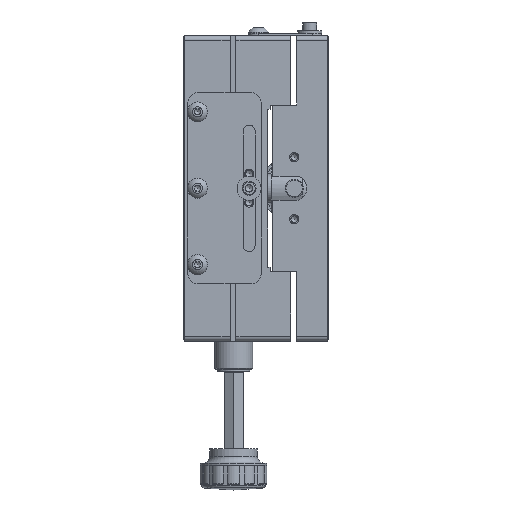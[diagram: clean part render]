
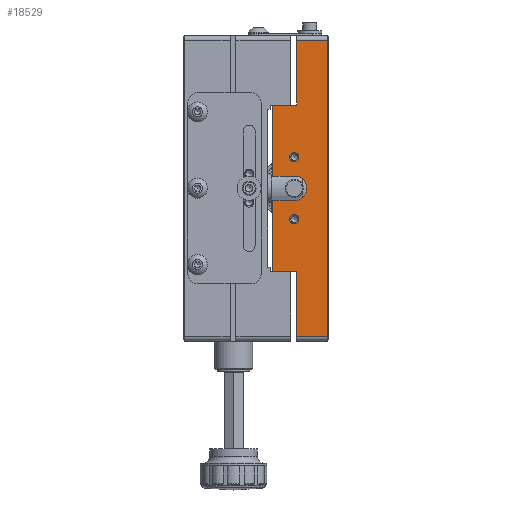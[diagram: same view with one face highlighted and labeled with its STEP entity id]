
A CAD part, left-side view. The second image highlights one B-rep face of the part: STEP entity #18529.
In plain terms, the highlighted planar face has unit normal (-1, 0, 0).
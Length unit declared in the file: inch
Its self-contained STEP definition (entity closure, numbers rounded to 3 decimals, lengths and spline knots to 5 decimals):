
#33 = LINE ( 'NONE', #6497, #5874 ) ;
#61 = CARTESIAN_POINT ( 'NONE',  ( -2., 0.422, -0.157 ) ) ;
#169 = DIRECTION ( 'NONE',  ( 0., 0., 1. ) ) ;
#216 = AXIS2_PLACEMENT_3D ( 'NONE', #17191, #2682, #9134 ) ;
#700 = DIRECTION ( 'NONE',  ( 0., 0., 1. ) ) ;
#831 = VERTEX_POINT ( 'NONE', #2031 ) ;
#1047 = AXIS2_PLACEMENT_3D ( 'NONE', #13663, #20138, #5643 ) ;
#1087 = CARTESIAN_POINT ( 'NONE',  ( -2., 0.296, -0.031 ) ) ;
#1224 = DIRECTION ( 'NONE',  ( 0., -1., 0. ) ) ;
#1299 = CARTESIAN_POINT ( 'NONE',  ( -2., 0.734, 1.09 ) ) ;
#1335 = EDGE_CURVE ( 'NONE', #12002, #831, #2507, .T. ) ;
#1456 = LINE ( 'NONE', #7929, #13324 ) ;
#1605 = VERTEX_POINT ( 'NONE', #3381 ) ;
#1663 = VECTOR ( 'NONE', #4105, 39.37008 ) ;
#1746 = CARTESIAN_POINT ( 'NONE',  ( -2., 0.734, 0.157 ) ) ;
#1922 = DIRECTION ( 'NONE',  ( -1., 0., 0. ) ) ;
#2031 = CARTESIAN_POINT ( 'NONE',  ( -2., 0.422, 1.938 ) ) ;
#2231 = ORIENTED_EDGE ( 'NONE', *, *, #11820, .T. ) ;
#2255 = VERTEX_POINT ( 'NONE', #8711 ) ;
#2507 = LINE ( 'NONE', #8969, #3508 ) ;
#2542 = EDGE_CURVE ( 'NONE', #1605, #16690, #11973, .T. ) ;
#2627 = CARTESIAN_POINT ( 'NONE',  ( -2., 0.422, -1.09 ) ) ;
#2634 = LINE ( 'NONE', #9089, #15220 ) ;
#2652 = LINE ( 'NONE', #9106, #9300 ) ;
#2682 = DIRECTION ( 'NONE',  ( -1., 0., 0. ) ) ;
#3010 = EDGE_LOOP ( 'NONE', ( #17020, #4865, #7692, #18162, #20842, #9656, #4244, #15268, #13811, #18092, #4436, #11325, #2231, #5638 ) ) ;
#3169 = VECTOR ( 'NONE', #3709, 39.37008 ) ;
#3274 = VERTEX_POINT ( 'NONE', #1746 ) ;
#3381 = CARTESIAN_POINT ( 'NONE',  ( -2., 0.422, -1.938 ) ) ;
#3508 = VECTOR ( 'NONE', #15429, 39.37008 ) ;
#3709 = DIRECTION ( 'NONE',  ( 0., -1., 0. ) ) ;
#3800 = CARTESIAN_POINT ( 'NONE',  ( -2., 0.734, -0.157 ) ) ;
#3950 = DIRECTION ( 'NONE',  ( 0., 0., 1. ) ) ;
#4094 = AXIS2_PLACEMENT_3D ( 'NONE', #16429, #1922, #8381 ) ;
#4105 = DIRECTION ( 'NONE',  ( 0., 1., 0. ) ) ;
#4241 = CARTESIAN_POINT ( 'NONE',  ( -2., 0.422, 1.09 ) ) ;
#4244 = ORIENTED_EDGE ( 'NONE', *, *, #7757, .F. ) ;
#4293 = FACE_BOUND ( 'NONE', #14663, .T. ) ;
#4436 = ORIENTED_EDGE ( 'NONE', *, *, #2542, .F. ) ;
#4865 = ORIENTED_EDGE ( 'NONE', *, *, #15266, .F. ) ;
#5402 = CARTESIAN_POINT ( 'NONE',  ( -2., 0.015, 1.938 ) ) ;
#5477 = CARTESIAN_POINT ( 'NONE',  ( -2., 0.422, 0.031 ) ) ;
#5638 = ORIENTED_EDGE ( 'NONE', *, *, #1335, .T. ) ;
#5643 = DIRECTION ( 'NONE',  ( 0., 0., -1. ) ) ;
#5874 = VECTOR ( 'NONE', #12939, 39.37008 ) ;
#6011 = EDGE_LOOP ( 'NONE', ( #8720 ) ) ;
#6029 = CARTESIAN_POINT ( 'NONE',  ( -2., 0.015, 1.938 ) ) ;
#6192 = VERTEX_POINT ( 'NONE', #6759 ) ;
#6303 = EDGE_CURVE ( 'NONE', #13350, #9928, #6408, .T. ) ;
#6348 = EDGE_CURVE ( 'NONE', #16690, #6192, #12139, .T. ) ;
#6408 = CIRCLE ( 'NONE', #18248, 0.126 ) ;
#6442 = CARTESIAN_POINT ( 'NONE',  ( -2., 0.015, -1.938 ) ) ;
#6497 = CARTESIAN_POINT ( 'NONE',  ( -2., 0.296, -0.031 ) ) ;
#6527 = DIRECTION ( 'NONE',  ( 0., -1., 0. ) ) ;
#6759 = CARTESIAN_POINT ( 'NONE',  ( -2., 0.734, -1.09 ) ) ;
#6767 = CARTESIAN_POINT ( 'NONE',  ( -2., 0.296, 0.031 ) ) ;
#7134 = EDGE_CURVE ( 'NONE', #6192, #13432, #2634, .T. ) ;
#7630 = EDGE_CURVE ( 'NONE', #2255, #2255, #13214, .T. ) ;
#7692 = ORIENTED_EDGE ( 'NONE', *, *, #8598, .F. ) ;
#7757 = EDGE_CURVE ( 'NONE', #11744, #18540, #19313, .T. ) ;
#7929 = CARTESIAN_POINT ( 'NONE',  ( -2., 0.734, 0.157 ) ) ;
#8202 = CARTESIAN_POINT ( 'NONE',  ( -2., 0.453, 0.406 ) ) ;
#8252 = CARTESIAN_POINT ( 'NONE',  ( -2., 0.422, -0.157 ) ) ;
#8381 = DIRECTION ( 'NONE',  ( 0., 0., 1. ) ) ;
#8598 = EDGE_CURVE ( 'NONE', #3274, #12856, #8744, .T. ) ;
#8711 = CARTESIAN_POINT ( 'NONE',  ( -2., 0.453, -0.346 ) ) ;
#8720 = ORIENTED_EDGE ( 'NONE', *, *, #19944, .F. ) ;
#8744 = LINE ( 'NONE', #15204, #14586 ) ;
#8969 = CARTESIAN_POINT ( 'NONE',  ( -2., 0.422, 1.938 ) ) ;
#9089 = CARTESIAN_POINT ( 'NONE',  ( -2., 0.734, 0.625 ) ) ;
#9106 = CARTESIAN_POINT ( 'NONE',  ( -2., 0.422, 0.9375 ) ) ;
#9134 = DIRECTION ( 'NONE',  ( 0., 0., 1. ) ) ;
#9259 = LINE ( 'NONE', #15717, #16110 ) ;
#9300 = VECTOR ( 'NONE', #15565, 39.37008 ) ;
#9656 = ORIENTED_EDGE ( 'NONE', *, *, #9963, .F. ) ;
#9732 = VECTOR ( 'NONE', #6527, 39.37008 ) ;
#9928 = VERTEX_POINT ( 'NONE', #20894 ) ;
#9963 = EDGE_CURVE ( 'NONE', #18540, #13350, #33, .T. ) ;
#10722 = EDGE_CURVE ( 'NONE', #9928, #3274, #1456, .T. ) ;
#10745 = PLANE ( 'NONE',  #216 ) ;
#10952 = VECTOR ( 'NONE', #11855, 39.37008 ) ;
#11242 = VERTEX_POINT ( 'NONE', #17703 ) ;
#11325 = ORIENTED_EDGE ( 'NONE', *, *, #18748, .T. ) ;
#11436 = AXIS2_PLACEMENT_3D ( 'NONE', #8202, #14661, #169 ) ;
#11744 = VERTEX_POINT ( 'NONE', #8252 ) ;
#11748 = LINE ( 'NONE', #18212, #3169 ) ;
#11820 = EDGE_CURVE ( 'NONE', #16894, #12002, #19903, .T. ) ;
#11855 = DIRECTION ( 'NONE',  ( 0., 0., 1. ) ) ;
#11933 = DIRECTION ( 'NONE',  ( -1., 0., 0. ) ) ;
#11973 = LINE ( 'NONE', #18444, #14588 ) ;
#12002 = VERTEX_POINT ( 'NONE', #6029 ) ;
#12139 = LINE ( 'NONE', #18608, #1663 ) ;
#12319 = FACE_OUTER_BOUND ( 'NONE', #3010, .T. ) ;
#12856 = VERTEX_POINT ( 'NONE', #1299 ) ;
#12939 = DIRECTION ( 'NONE',  ( 0., 0., 1. ) ) ;
#13119 = VERTEX_POINT ( 'NONE', #4241 ) ;
#13214 = CIRCLE ( 'NONE', #4094, 0.06 ) ;
#13324 = VECTOR ( 'NONE', #14382, 39.37008 ) ;
#13350 = VERTEX_POINT ( 'NONE', #6767 ) ;
#13432 = VERTEX_POINT ( 'NONE', #3800 ) ;
#13663 = CARTESIAN_POINT ( 'NONE',  ( -2., 0.422, -0.031 ) ) ;
#13811 = ORIENTED_EDGE ( 'NONE', *, *, #7134, .F. ) ;
#14382 = DIRECTION ( 'NONE',  ( 0., 1., 0. ) ) ;
#14553 = LINE ( 'NONE', #61, #9732 ) ;
#14586 = VECTOR ( 'NONE', #700, 39.37008 ) ;
#14588 = VECTOR ( 'NONE', #3950, 39.37008 ) ;
#14661 = DIRECTION ( 'NONE',  ( -1., 0., 0. ) ) ;
#14663 = EDGE_LOOP ( 'NONE', ( #17935 ) ) ;
#15204 = CARTESIAN_POINT ( 'NONE',  ( -2., 0.734, 0.625 ) ) ;
#15220 = VECTOR ( 'NONE', #15546, 39.37008 ) ;
#15266 = EDGE_CURVE ( 'NONE', #12856, #13119, #11748, .T. ) ;
#15268 = ORIENTED_EDGE ( 'NONE', *, *, #19924, .F. ) ;
#15429 = DIRECTION ( 'NONE',  ( 0., 1., 0. ) ) ;
#15546 = DIRECTION ( 'NONE',  ( 0., 0., 1. ) ) ;
#15565 = DIRECTION ( 'NONE',  ( 0., 0., 1. ) ) ;
#15717 = CARTESIAN_POINT ( 'NONE',  ( -2., 0., -1.938 ) ) ;
#16110 = VECTOR ( 'NONE', #1224, 39.37008 ) ;
#16429 = CARTESIAN_POINT ( 'NONE',  ( -2., 0.453, -0.406 ) ) ;
#16690 = VERTEX_POINT ( 'NONE', #2627 ) ;
#16894 = VERTEX_POINT ( 'NONE', #6442 ) ;
#17020 = ORIENTED_EDGE ( 'NONE', *, *, #17791, .F. ) ;
#17191 = CARTESIAN_POINT ( 'NONE',  ( -2., 0., 2. ) ) ;
#17703 = CARTESIAN_POINT ( 'NONE',  ( -2., 0.453, 0.466 ) ) ;
#17791 = EDGE_CURVE ( 'NONE', #13119, #831, #2652, .T. ) ;
#17935 = ORIENTED_EDGE ( 'NONE', *, *, #7630, .F. ) ;
#18092 = ORIENTED_EDGE ( 'NONE', *, *, #6348, .F. ) ;
#18162 = ORIENTED_EDGE ( 'NONE', *, *, #10722, .F. ) ;
#18212 = CARTESIAN_POINT ( 'NONE',  ( -2., 0.734, 1.09 ) ) ;
#18248 = AXIS2_PLACEMENT_3D ( 'NONE', #5477, #11933, #18401 ) ;
#18401 = DIRECTION ( 'NONE',  ( 0., 0., -1. ) ) ;
#18444 = CARTESIAN_POINT ( 'NONE',  ( -2., 0.422, -0.9375 ) ) ;
#18529 = ADVANCED_FACE ( 'NONE', ( #12319, #18798, #4293 ), #10745, .T. ) ;
#18540 = VERTEX_POINT ( 'NONE', #1087 ) ;
#18608 = CARTESIAN_POINT ( 'NONE',  ( -2., 0.734, -1.09 ) ) ;
#18748 = EDGE_CURVE ( 'NONE', #1605, #16894, #9259, .T. ) ;
#18798 = FACE_BOUND ( 'NONE', #6011, .T. ) ;
#19313 = CIRCLE ( 'NONE', #1047, 0.126 ) ;
#19903 = LINE ( 'NONE', #5402, #10952 ) ;
#19924 = EDGE_CURVE ( 'NONE', #13432, #11744, #14553, .T. ) ;
#19944 = EDGE_CURVE ( 'NONE', #11242, #11242, #20556, .T. ) ;
#20138 = DIRECTION ( 'NONE',  ( -1., 0., 0. ) ) ;
#20556 = CIRCLE ( 'NONE', #11436, 0.06 ) ;
#20842 = ORIENTED_EDGE ( 'NONE', *, *, #6303, .F. ) ;
#20894 = CARTESIAN_POINT ( 'NONE',  ( -2., 0.422, 0.157 ) ) ;
